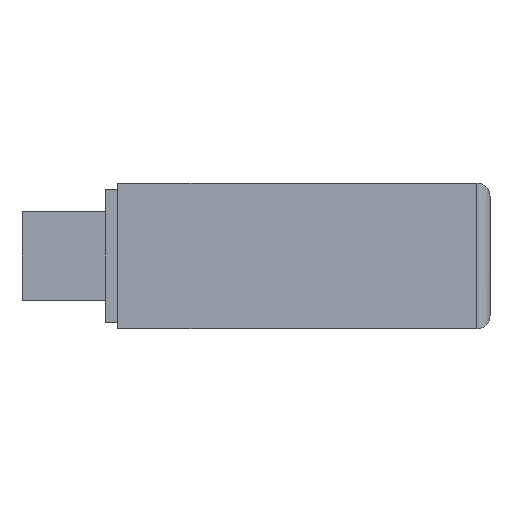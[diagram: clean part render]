
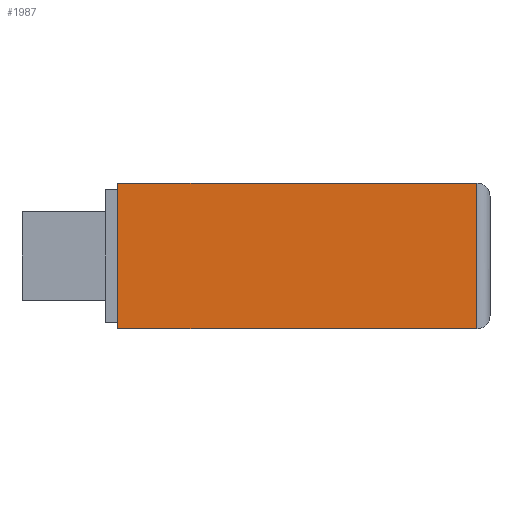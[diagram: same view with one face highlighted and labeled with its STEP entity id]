
A CAD part, front view. The second image highlights one B-rep face of the part: STEP entity #1987.
In plain terms, the highlighted planar face has unit normal (0, -1, 0).
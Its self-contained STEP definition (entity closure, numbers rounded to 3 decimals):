
#67 = LINE ( 'NONE', #2132, #1206 ) ;
#101 = EDGE_CURVE ( 'NONE', #1368, #236, #67, .T. ) ;
#236 = VERTEX_POINT ( 'NONE', #2187 ) ;
#498 = DIRECTION ( 'NONE',  ( 0., 0., -1. ) ) ;
#709 = CARTESIAN_POINT ( 'NONE',  ( 84.3, -28., 0. ) ) ;
#843 = VECTOR ( 'NONE', #1143, 1000. ) ;
#875 = LINE ( 'NONE', #1487, #2416 ) ;
#947 = DIRECTION ( 'NONE',  ( 0., 0., 1. ) ) ;
#975 = CARTESIAN_POINT ( 'NONE',  ( 84.3, -28., 33. ) ) ;
#1087 = DIRECTION ( 'NONE',  ( 0., 0., 1. ) ) ;
#1143 = DIRECTION ( 'NONE',  ( 1., 0., 0. ) ) ;
#1156 = CARTESIAN_POINT ( 'NONE',  ( 81.3, -28., 0. ) ) ;
#1206 = VECTOR ( 'NONE', #498, 1000. ) ;
#1312 = CARTESIAN_POINT ( 'NONE',  ( 81.3, -28., 33. ) ) ;
#1336 = EDGE_CURVE ( 'NONE', #2398, #2639, #875, .T. ) ;
#1368 = VERTEX_POINT ( 'NONE', #1420 ) ;
#1420 = CARTESIAN_POINT ( 'NONE',  ( 0., -28., 33. ) ) ;
#1487 = CARTESIAN_POINT ( 'NONE',  ( 81.3, -28., 33. ) ) ;
#1545 = EDGE_LOOP ( 'NONE', ( #2620, #2274, #2134, #2043 ) ) ;
#1590 = FACE_OUTER_BOUND ( 'NONE', #1545, .T. ) ;
#1799 = EDGE_CURVE ( 'NONE', #236, #2398, #2513, .T. ) ;
#1802 = PLANE ( 'NONE',  #2636 ) ;
#1953 = EDGE_CURVE ( 'NONE', #1368, #2639, #2185, .T. ) ;
#1987 = ADVANCED_FACE ( 'NONE', ( #1590 ), #1802, .F. ) ;
#2043 = ORIENTED_EDGE ( 'NONE', *, *, #101, .T. ) ;
#2132 = CARTESIAN_POINT ( 'NONE',  ( 0., -28., 33. ) ) ;
#2134 = ORIENTED_EDGE ( 'NONE', *, *, #1953, .F. ) ;
#2185 = LINE ( 'NONE', #975, #843 ) ;
#2187 = CARTESIAN_POINT ( 'NONE',  ( 0., -28., 0. ) ) ;
#2274 = ORIENTED_EDGE ( 'NONE', *, *, #1336, .T. ) ;
#2298 = DIRECTION ( 'NONE',  ( 1., 0., 0. ) ) ;
#2360 = DIRECTION ( 'NONE',  ( 0., 1., 0. ) ) ;
#2398 = VERTEX_POINT ( 'NONE', #1156 ) ;
#2400 = CARTESIAN_POINT ( 'NONE',  ( 84.3, -28., 33. ) ) ;
#2416 = VECTOR ( 'NONE', #1087, 1000. ) ;
#2513 = LINE ( 'NONE', #709, #2550 ) ;
#2550 = VECTOR ( 'NONE', #2298, 1000. ) ;
#2620 = ORIENTED_EDGE ( 'NONE', *, *, #1799, .T. ) ;
#2636 = AXIS2_PLACEMENT_3D ( 'NONE', #2400, #2360, #947 ) ;
#2639 = VERTEX_POINT ( 'NONE', #1312 ) ;
